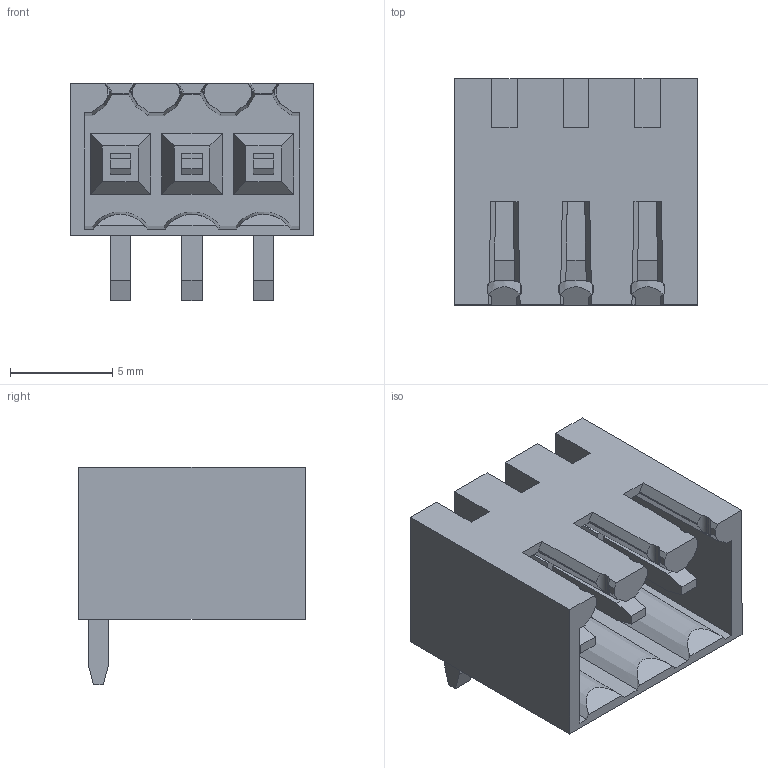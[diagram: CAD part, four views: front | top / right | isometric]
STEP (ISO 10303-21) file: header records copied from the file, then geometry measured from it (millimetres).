
FILE_DESCRIPTION((''),'2;1');
FILE_NAME('WEIDMULLER_1605080000.stp','2013-02-04T17:45:20',(''),(''),'Mechanical Desktop 2011','Mechanical Desktop 2011',', , ');
FILE_SCHEMA(('AUTOMOTIVE_DESIGN { 1 2 10303 214 1 1 1 1 }'));
Length unit declared in the file: millimetre
Products named in the file (1): Product
Bounding box: 11.9 x 11.05 x 10.65 mm (x, y, z)
Volume: 494.7 mm3; surface area: 1158.4 mm2
Topology: 7 solids, 7 shells, 202 faces, 555 edges, 370 vertices
Faces by surface type: plane 151, cylinder 24, bspline 18, cone 9
Entity records: 6421 total; most frequent: CARTESIAN_POINT 1218, ORIENTED_EDGE 1110, DIRECTION 1003, EDGE_CURVE 555, VECTOR 441, LINE 441, VERTEX_POINT 370, AXIS2_PLACEMENT_3D 281
